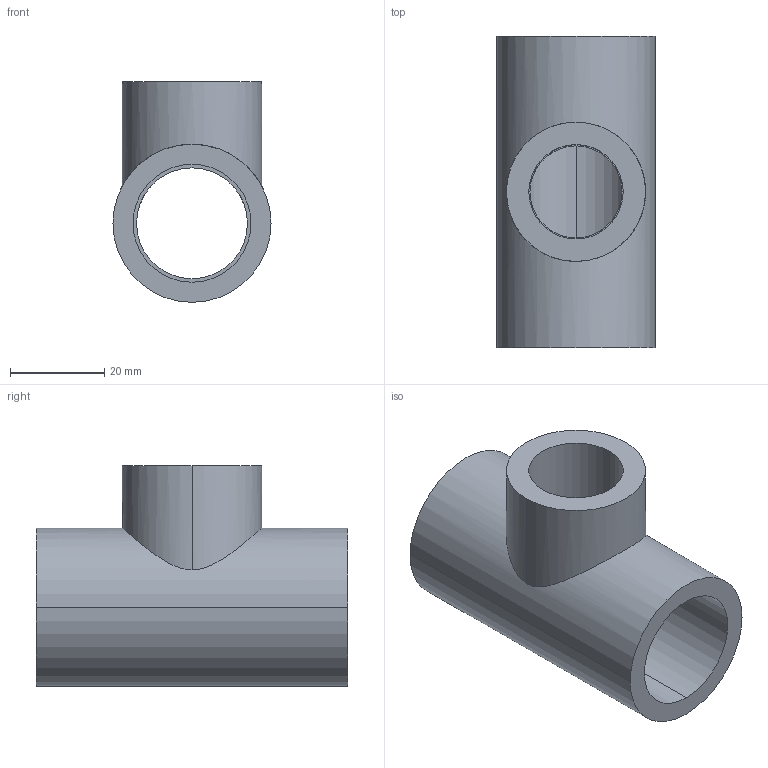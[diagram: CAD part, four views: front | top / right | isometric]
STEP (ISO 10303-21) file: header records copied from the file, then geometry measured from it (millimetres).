
FILE_DESCRIPTION(('STEP AP214'),'1');
FILE_NAME('cctmp_6B213149-4011-4E66-ACDA-BB486EDD842C_2022_03_09_13_14_13_0090..stp','2022-03-09T12:14:13',('Praher Valves GmbH'),('CADClick - www.CADClick.com'),'Spatial InterOp 3D',' ','unknown authorization');
FILE_SCHEMA(('AUTOMOTIVE_DESIGN'));
Length unit declared in the file: millimetre
Products named in the file (1): 2022_03_09_13_14_13_0090
Bounding box: 33.5 x 66 x 46.75 mm (x, y, z)
Volume: 31591.7 mm3; surface area: 15053.5 mm2
Topology: 1 solids, 1 shells, 20 faces, 45 edges, 30 vertices
Faces by surface type: cylinder 14, plane 6
Entity records: 919 total; most frequent: CARTESIAN_POINT 262, DIRECTION 105, ORIENTED_EDGE 90, AXIS2_PLACEMENT_3D 45, EDGE_CURVE 45, VERTEX_POINT 30, EDGE_LOOP 27, CIRCLE 24
